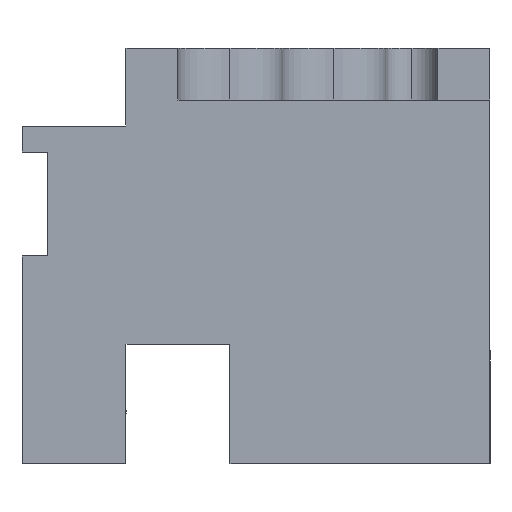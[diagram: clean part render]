
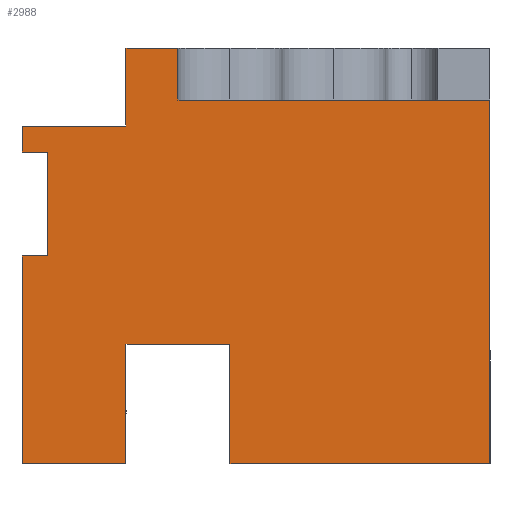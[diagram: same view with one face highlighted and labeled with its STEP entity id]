
A CAD part, left-side view. The second image highlights one B-rep face of the part: STEP entity #2988.
In plain terms, the highlighted planar face has unit normal (-1, 0, 0).
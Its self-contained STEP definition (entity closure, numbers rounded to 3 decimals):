
#2218=CARTESIAN_POINT('POINT153',(0.,50.,
   0.));
#2219=VERTEX_POINT('VERTEX153',#2218);
#2227=CARTESIAN_POINT('POINT154',(0.,0.,0.));
#2228=VERTEX_POINT('VERTEX154',#2227);
#2235=CARTESIAN_POINT('POS240',(0.,0.,0.));
#2236=DIRECTION('DIR356',(0.,1.,0.));
#2237=VECTOR('VEC124',#2236,1.);
#2238=LINE('STRAIGHT124',#2235,#2237);
#2239=EDGE_CURVE('EDGE226',#2228,#2219,#2238,.T.);
#2253=CARTESIAN_POINT('POINT155',(0.,50.,23.));
#2254=VERTEX_POINT('VERTEX155',#2253);
#2255=CARTESIAN_POINT('POS242',(0.,50.,11.5));
#2256=DIRECTION('DIR359',(0.,0.,-1.));
#2257=VECTOR('VEC125',#2256,1.);
#2258=LINE('STRAIGHT125',#2255,#2257);
#2259=EDGE_CURVE('EDGE227',#2254,#2219,#2258,.T.);
#2276=CARTESIAN_POINT('POINT156',(0.,70.,23.));
#2277=VERTEX_POINT('VERTEX156',#2276);
#2278=CARTESIAN_POINT('POS243',(0.,35.,23.));
#2279=DIRECTION('DIR360',(0.,-1.,0.));
#2280=VECTOR('VEC126',#2279,1.);
#2281=LINE('STRAIGHT126',#2278,#2280);
#2282=EDGE_CURVE('EDGE229',#2277,#2254,#2281,.T.);
#2308=CARTESIAN_POINT('POINT157',(0.,70.,0.));
#2309=VERTEX_POINT('VERTEX157',#2308);
#2310=CARTESIAN_POINT('POS245',(0.,70.,0.)
   );
#2311=DIRECTION('DIR363',(0.,0.,1.));
#2312=VECTOR('VEC127',#2311,1.);
#2313=LINE('STRAIGHT127',#2310,#2312);
#2314=EDGE_CURVE('EDGE231',#2309,#2277,#2313,.T.);
#2336=CARTESIAN_POINT('POINT158',(0.,90.,0.));
#2337=VERTEX_POINT('VERTEX158',#2336);
#2338=EDGE_CURVE('EDGE233',#2309,#2337,#2238,.T.);
#2366=CARTESIAN_POINT('POINT159',(0.,90.,40.));
#2367=VERTEX_POINT('VERTEX159',#2366);
#2378=CARTESIAN_POINT('POS249',(0.,90.,0.));
#2379=DIRECTION('DIR367',(0.,0.,1.));
#2380=VECTOR('VEC131',#2379,1.);
#2381=LINE('STRAIGHT131',#2378,#2380);
#2382=EDGE_CURVE('EDGE236',#2337,#2367,#2381,.T.);
#2408=CARTESIAN_POINT('POINT160',(0.,85.,40.));
#2409=VERTEX_POINT('VERTEX160',#2408);
#2418=CARTESIAN_POINT('POS252',(0.,45.,40.));
#2419=DIRECTION('DIR371',(0.,1.,0.));
#2420=VECTOR('VEC133',#2419,1.);
#2421=LINE('STRAIGHT133',#2418,#2420);
#2422=EDGE_CURVE('EDGE238',#2409,#2367,#2421,.T.);
#2443=CARTESIAN_POINT('POINT162',(0.,85.,60.));
#2444=VERTEX_POINT('VERTEX162',#2443);
#2445=CARTESIAN_POINT('POS255',(0.,85.,25.));
#2446=DIRECTION('DIR375',(0.,0.,-1.));
#2447=VECTOR('VEC135',#2446,1.);
#2448=LINE('STRAIGHT135',#2445,#2447);
#2449=EDGE_CURVE('EDGE240',#2444,#2409,#2448,.T.);
#2474=CARTESIAN_POINT('POINT164',(0.,90.,60.));
#2475=VERTEX_POINT('VERTEX164',#2474);
#2476=CARTESIAN_POINT('POS259',(0.,45.,60.));
#2477=DIRECTION('DIR380',(0.,-1.,0.));
#2478=VECTOR('VEC138',#2477,1.);
#2479=LINE('STRAIGHT138',#2476,#2478);
#2480=EDGE_CURVE('EDGE243',#2475,#2444,#2479,.T.);
#2496=CARTESIAN_POINT('POINT165',(0.,90.,65.));
#2497=VERTEX_POINT('VERTEX165',#2496);
#2513=EDGE_CURVE('EDGE247',#2475,#2497,#2381,.T.);
#2518=CARTESIAN_POINT('POINT167',(0.,70.,65.));
#2519=VERTEX_POINT('VERTEX167',#2518);
#2535=CARTESIAN_POINT('POS266',(0.,40.,65.));
#2536=DIRECTION('DIR388',(0.,1.,0.));
#2537=VECTOR('VEC144',#2536,1.);
#2538=LINE('STRAIGHT144',#2535,#2537);
#2539=EDGE_CURVE('EDGE250',#2519,#2497,#2538,.T.);
#2550=CARTESIAN_POINT('POINT169',(0.,70.,80.));
#2551=VERTEX_POINT('VERTEX169',#2550);
#2552=CARTESIAN_POINT('POS268',(0.,70.,40.));
#2553=DIRECTION('DIR391',(0.,0.,-1.));
#2554=VECTOR('VEC145',#2553,1.);
#2555=LINE('STRAIGHT145',#2552,#2554);
#2556=EDGE_CURVE('EDGE251',#2551,#2519,#2555,.T.);
#2904=CARTESIAN_POINT('POINT185',(0.,0.,70.));
#2905=VERTEX_POINT('VERTEX185',#2904);
#2912=CARTESIAN_POINT('POS312',(0.,0.,0.));
#2913=DIRECTION('DIR455',(0.,0.,1.));
#2914=VECTOR('VEC169',#2913,1.);
#2915=LINE('STRAIGHT169',#2912,#2914);
#2916=EDGE_CURVE('EDGE281',#2228,#2905,#2915,.T.);
#2946=CARTESIAN_POINT('POINT187',(0.,60.,
   70.));
#2947=VERTEX_POINT('VERTEX187',#2946);
#2948=CARTESIAN_POINT('POS316',(0.,14.219,70.));
#2949=DIRECTION('DIR460',(0.,1.,0.));
#2950=VECTOR('VEC172',#2949,1.);
#2951=LINE('STRAIGHT172',#2948,#2950);
#2952=EDGE_CURVE('EDGE284',#2905,#2947,#2951,.T.);
#2953=ORIENTED_EDGE('COEDGE537',*,*,#2952,.T.);
#2954=CARTESIAN_POINT('POINT188',(0.,60.,
   80.));
#2955=VERTEX_POINT('VERTEX188',#2954);
#2956=CARTESIAN_POINT('POS317',(0.,60.,80.));
#2957=DIRECTION('DIR461',(0.,0.,1.));
#2958=VECTOR('VEC173',#2957,1.);
#2959=LINE('STRAIGHT173',#2956,#2958);
#2960=EDGE_CURVE('EDGE285',#2947,#2955,#2959,.T.);
#2961=ORIENTED_EDGE('COEDGE538',*,*,#2960,.T.);
#2962=CARTESIAN_POINT('POS318',(0.,0.,80.));
#2963=DIRECTION('DIR462',(0.,1.,0.));
#2964=VECTOR('VEC174',#2963,1.);
#2965=LINE('STRAIGHT174',#2962,#2964);
#2966=EDGE_CURVE('EDGE286',#2955,#2551,#2965,.T.);
#2967=ORIENTED_EDGE('COEDGE539',*,*,#2966,.T.);
#2968=ORIENTED_EDGE('COEDGE540',*,*,#2556,.T.);
#2969=ORIENTED_EDGE('COEDGE541',*,*,#2539,.T.);
#2970=ORIENTED_EDGE('COEDGE542',*,*,#2513,.F.);
#2971=ORIENTED_EDGE('COEDGE543',*,*,#2480,.T.);
#2972=ORIENTED_EDGE('COEDGE544',*,*,#2449,.T.);
#2973=ORIENTED_EDGE('COEDGE545',*,*,#2422,.T.);
#2974=ORIENTED_EDGE('COEDGE546',*,*,#2382,.F.);
#2975=ORIENTED_EDGE('COEDGE547',*,*,#2338,.F.);
#2976=ORIENTED_EDGE('COEDGE548',*,*,#2314,.T.);
#2977=ORIENTED_EDGE('COEDGE549',*,*,#2282,.T.);
#2978=ORIENTED_EDGE('COEDGE550',*,*,#2259,.T.);
#2979=ORIENTED_EDGE('COEDGE551',*,*,#2239,.F.);
#2980=ORIENTED_EDGE('COEDGE552',*,*,#2916,.T.);
#2981=EDGE_LOOP('NONE',(#2953,#2961,#2967,#2968,#2969,#2970,#2971,#2972,
   #2973,#2974,#2975,#2976,#2977,#2978,#2979,#2980));
#2982=FACE_BOUND('LOOP1',#2981,.T.);
#2983=CARTESIAN_POINT('POS319',(0.,0.,0.));
#2984=DIRECTION('DIR463',(-1.,0.,0.));
#2985=DIRECTION('DIR464',(0.,1.,0.));
#2986=AXIS2_PLACEMENT_3D('AXIS145',#2983,#2984,#2985);
#2987=PLANE('PLANE44',#2986);
#2988=ADVANCED_FACE('FACE105',(#2982),#2987,.T.);
